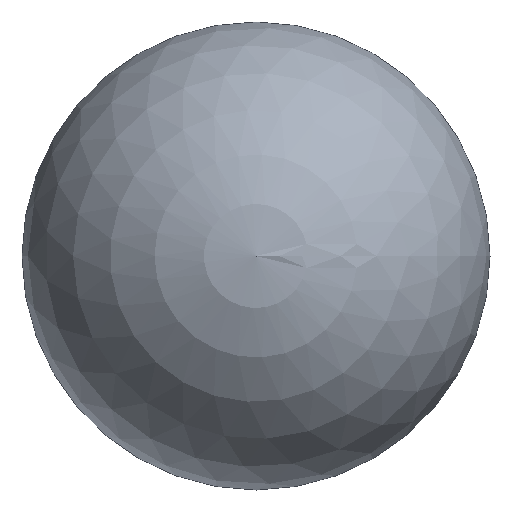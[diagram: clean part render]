
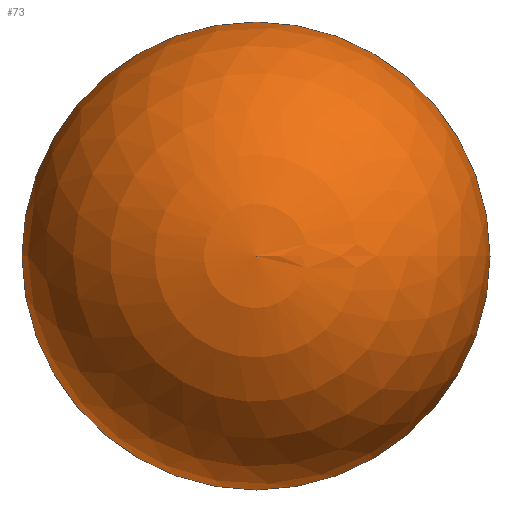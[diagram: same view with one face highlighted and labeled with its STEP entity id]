
A CAD part, front view. The second image highlights one B-rep face of the part: STEP entity #73.
In plain terms, the highlighted spherical face has radius 1 mm.
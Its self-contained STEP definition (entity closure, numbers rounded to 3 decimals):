
#6 = AXIS2_PLACEMENT_3D ( 'NONE', #56, #103, #58 ) ;
#21 = DIRECTION ( 'NONE',  ( 0., 0., 1. ) ) ;
#29 = ORIENTED_EDGE ( 'NONE', *, *, #161, .T. ) ;
#37 = VERTEX_POINT ( 'NONE', #150 ) ;
#39 = CARTESIAN_POINT ( 'NONE',  ( 0., 0., 1. ) ) ;
#43 = CARTESIAN_POINT ( 'NONE',  ( 0., 0., 0. ) ) ;
#56 = CARTESIAN_POINT ( 'NONE',  ( 0., 0., 0. ) ) ;
#57 = CIRCLE ( 'NONE', #195, 1. ) ;
#58 = DIRECTION ( 'NONE',  ( 1., 0., 0. ) ) ;
#59 = SPHERICAL_SURFACE ( 'NONE', #6, 1. ) ;
#73 = ADVANCED_FACE ( 'NONE', ( #198 ), #59, .T. ) ;
#85 = CIRCLE ( 'NONE', #162, 1. ) ;
#103 = DIRECTION ( 'NONE',  ( 0., -1., 0. ) ) ;
#114 = EDGE_LOOP ( 'NONE', ( #120, #29 ) ) ;
#120 = ORIENTED_EDGE ( 'NONE', *, *, #189, .F. ) ;
#125 = DIRECTION ( 'NONE',  ( 0., 1., 0. ) ) ;
#137 = DIRECTION ( 'NONE',  ( 1., 0., 0. ) ) ;
#150 = CARTESIAN_POINT ( 'NONE',  ( 0., 0., -1. ) ) ;
#160 = VERTEX_POINT ( 'NONE', #39 ) ;
#161 = EDGE_CURVE ( 'NONE', #160, #37, #57, .T. ) ;
#162 = AXIS2_PLACEMENT_3D ( 'NONE', #43, #125, #21 ) ;
#175 = DIRECTION ( 'NONE',  ( 0., -1., 0. ) ) ;
#189 = EDGE_CURVE ( 'NONE', #160, #37, #85, .T. ) ;
#190 = CARTESIAN_POINT ( 'NONE',  ( 0., 0., 0. ) ) ;
#195 = AXIS2_PLACEMENT_3D ( 'NONE', #190, #175, #137 ) ;
#198 = FACE_OUTER_BOUND ( 'NONE', #114, .T. ) ;
